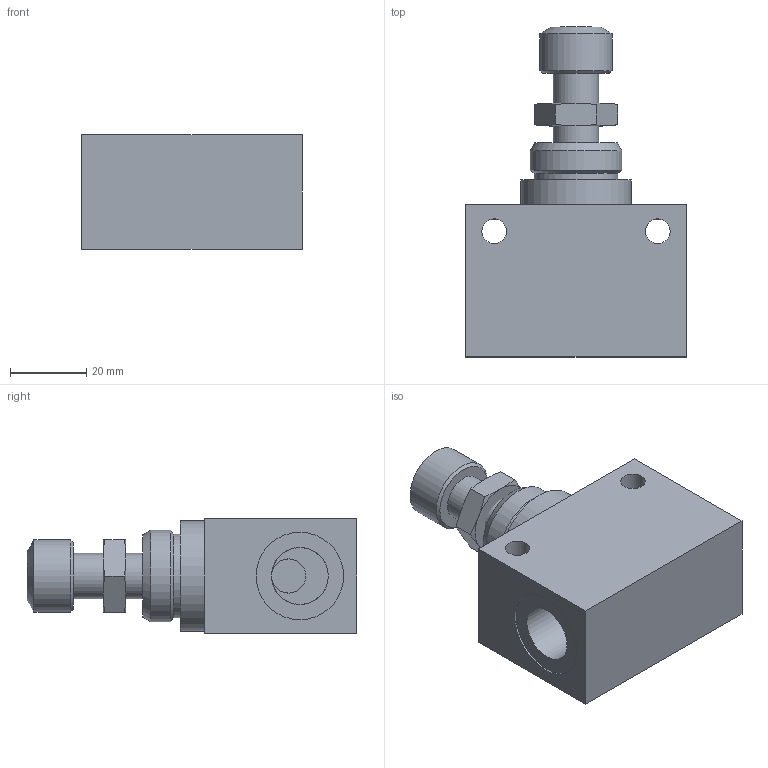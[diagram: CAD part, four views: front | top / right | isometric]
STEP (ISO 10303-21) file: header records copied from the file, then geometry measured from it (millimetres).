
FILE_DESCRIPTION(/* description */ (''),/* implementation_level */ '2;1');
FILE_NAME(/* name */ 'drve_38_e-la.stp',/* time_stamp */ '2021-05-11T10:19:48+02:00',/* author */ ('leitheußer'),/* organization */ (''),/* preprocessor_version */ 'ST-DEVELOPER v16.13',/* originating_system */ 'Autodesk Inventor LT',/* authorisation */ '');
FILE_SCHEMA (('AUTOMOTIVE_DESIGN { 1 0 10303 214 3 1 1 }'));
Length unit declared in the file: millimetre
Products named in the file (1): DRVE 38 E
Bounding box: 58 x 86.7 x 30 mm (x, y, z)
Volume: 76923.9 mm3; surface area: 18769.9 mm2
Topology: 3 solids, 3 shells, 54 faces, 101 edges, 60 vertices
Faces by surface type: plane 25, cone 16, cylinder 13
Full cylindrical faces by diameter (mm): 6.5 x2, 9 x2, 12 x1, 14.95 x2, 19 x1, 22 x1, 23 x2, 24 x1, 29 x1
Entity records: 1265 total; most frequent: CARTESIAN_POINT 245, DIRECTION 210, ORIENTED_EDGE 166, AXIS2_PLACEMENT_3D 96, EDGE_CURVE 83, EDGE_LOOP 82, VERTEX_POINT 59, FACE_OUTER_BOUND 54
